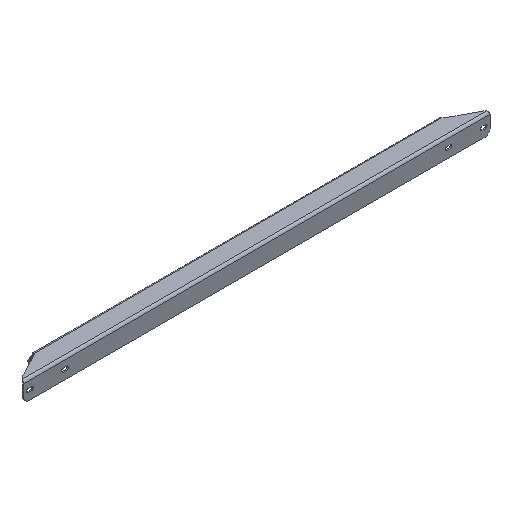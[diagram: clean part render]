
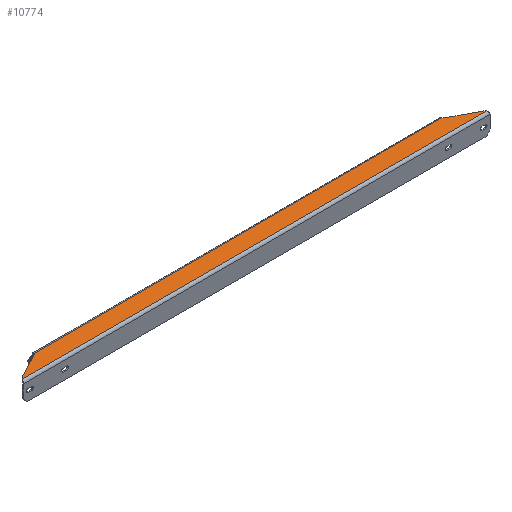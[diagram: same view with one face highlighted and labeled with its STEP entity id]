
A CAD part, isometric view. The second image highlights one B-rep face of the part: STEP entity #10774.
In plain terms, the highlighted planar face has unit normal (0, 0, 1).
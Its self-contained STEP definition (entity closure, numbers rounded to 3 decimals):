
#62 = CARTESIAN_POINT ( 'NONE',  ( -332.51, 28.536, 16. ) ) ;
#88 = DIRECTION ( 'NONE',  ( -1., 0., 0. ) ) ;
#248 = DIRECTION ( 'NONE',  ( 0., 0., 1. ) ) ;
#327 = VERTEX_POINT ( 'NONE', #62 ) ;
#645 = LINE ( 'NONE', #12467, #10436 ) ;
#660 = DIRECTION ( 'NONE',  ( -1., 0., 0. ) ) ;
#759 = ORIENTED_EDGE ( 'NONE', *, *, #12081, .T. ) ;
#762 = ORIENTED_EDGE ( 'NONE', *, *, #2810, .T. ) ;
#1179 = LINE ( 'NONE', #9776, #2109 ) ;
#1525 = EDGE_CURVE ( 'NONE', #327, #12403, #4777, .T. ) ;
#1620 = FACE_OUTER_BOUND ( 'NONE', #12475, .T. ) ;
#1771 = VERTEX_POINT ( 'NONE', #7646 ) ;
#2109 = VECTOR ( 'NONE', #2679, 1000. ) ;
#2325 = VERTEX_POINT ( 'NONE', #6119 ) ;
#2596 = ORIENTED_EDGE ( 'NONE', *, *, #7929, .T. ) ;
#2679 = DIRECTION ( 'NONE',  ( -1., 0., 0. ) ) ;
#2810 = EDGE_CURVE ( 'NONE', #2325, #1771, #12600, .T. ) ;
#3023 = CARTESIAN_POINT ( 'NONE',  ( 340.5, 34.55, 16. ) ) ;
#3267 = CARTESIAN_POINT ( 'NONE',  ( 0., 0., 16. ) ) ;
#3432 = VECTOR ( 'NONE', #11570, 1000. ) ;
#3620 = LINE ( 'NONE', #9610, #4130 ) ;
#3692 = AXIS2_PLACEMENT_3D ( 'NONE', #3023, #6739, #660 ) ;
#4130 = VECTOR ( 'NONE', #10783, 1000. ) ;
#4467 = DIRECTION ( 'NONE',  ( 0., 0., -1. ) ) ;
#4621 = CARTESIAN_POINT ( 'NONE',  ( 378.49, 2., 16. ) ) ;
#4777 = CIRCLE ( 'NONE', #9556, 10. ) ;
#6119 = CARTESIAN_POINT ( 'NONE',  ( -375.188, 4.819, 16. ) ) ;
#6682 = CARTESIAN_POINT ( 'NONE',  ( 370.5, -4.014, 16. ) ) ;
#6739 = DIRECTION ( 'NONE',  ( 0., 0., -1. ) ) ;
#6744 = DIRECTION ( 'NONE',  ( -1., 0., 0. ) ) ;
#6791 = VERTEX_POINT ( 'NONE', #11662 ) ;
#6958 = CIRCLE ( 'NONE', #14508, 10. ) ;
#7277 = CARTESIAN_POINT ( 'NONE',  ( -370.5, -4.014, 16. ) ) ;
#7597 = DIRECTION ( 'NONE',  ( -0.883, 0.469, 0. ) ) ;
#7646 = CARTESIAN_POINT ( 'NONE',  ( -378.49, 2., 16. ) ) ;
#7860 = CARTESIAN_POINT ( 'NONE',  ( -335.812, 25.717, 16. ) ) ;
#7929 = EDGE_CURVE ( 'NONE', #9240, #15169, #13249, .T. ) ;
#9123 = ORIENTED_EDGE ( 'NONE', *, *, #1525, .T. ) ;
#9240 = VERTEX_POINT ( 'NONE', #10917 ) ;
#9244 = ORIENTED_EDGE ( 'NONE', *, *, #12388, .T. ) ;
#9309 = DIRECTION ( 'NONE',  ( -1., 0., 0. ) ) ;
#9556 = AXIS2_PLACEMENT_3D ( 'NONE', #10489, #15541, #9309 ) ;
#9610 = CARTESIAN_POINT ( 'NONE',  ( 380.5, 28.536, 16. ) ) ;
#9776 = CARTESIAN_POINT ( 'NONE',  ( -380.5, 2., 16. ) ) ;
#9961 = AXIS2_PLACEMENT_3D ( 'NONE', #3267, #4467, #6744 ) ;
#10039 = EDGE_CURVE ( 'NONE', #14192, #1771, #1179, .T. ) ;
#10060 = EDGE_CURVE ( 'NONE', #15169, #327, #3620, .T. ) ;
#10275 = PLANE ( 'NONE',  #9961 ) ;
#10436 = VECTOR ( 'NONE', #7597, 1000. ) ;
#10474 = CARTESIAN_POINT ( 'NONE',  ( -84.448, 159.12, 16. ) ) ;
#10489 = CARTESIAN_POINT ( 'NONE',  ( -340.5, 34.55, 16. ) ) ;
#10774 = ADVANCED_FACE ( 'NONE', ( #1620 ), #10275, .F. ) ;
#10783 = DIRECTION ( 'NONE',  ( -1., 0., 0. ) ) ;
#10917 = CARTESIAN_POINT ( 'NONE',  ( 335.812, 25.717, 16. ) ) ;
#11506 = EDGE_CURVE ( 'NONE', #6791, #9240, #645, .T. ) ;
#11570 = DIRECTION ( 'NONE',  ( -0.883, -0.469, 0. ) ) ;
#11662 = CARTESIAN_POINT ( 'NONE',  ( 375.188, 4.819, 16. ) ) ;
#12081 = EDGE_CURVE ( 'NONE', #12403, #2325, #14171, .T. ) ;
#12241 = ORIENTED_EDGE ( 'NONE', *, *, #11506, .T. ) ;
#12388 = EDGE_CURVE ( 'NONE', #14192, #6791, #6958, .T. ) ;
#12403 = VERTEX_POINT ( 'NONE', #7860 ) ;
#12467 = CARTESIAN_POINT ( 'NONE',  ( 84.448, 159.12, 16. ) ) ;
#12475 = EDGE_LOOP ( 'NONE', ( #13571, #9244, #12241, #2596, #14912, #9123, #759, #762 ) ) ;
#12576 = DIRECTION ( 'NONE',  ( -1., 0., 0. ) ) ;
#12600 = CIRCLE ( 'NONE', #12611, 10. ) ;
#12611 = AXIS2_PLACEMENT_3D ( 'NONE', #7277, #248, #88 ) ;
#12760 = CARTESIAN_POINT ( 'NONE',  ( 332.51, 28.536, 16. ) ) ;
#13249 = CIRCLE ( 'NONE', #3692, 10. ) ;
#13571 = ORIENTED_EDGE ( 'NONE', *, *, #10039, .F. ) ;
#13999 = DIRECTION ( 'NONE',  ( 0., 0., 1. ) ) ;
#14171 = LINE ( 'NONE', #10474, #3432 ) ;
#14192 = VERTEX_POINT ( 'NONE', #4621 ) ;
#14508 = AXIS2_PLACEMENT_3D ( 'NONE', #6682, #13999, #12576 ) ;
#14912 = ORIENTED_EDGE ( 'NONE', *, *, #10060, .T. ) ;
#15169 = VERTEX_POINT ( 'NONE', #12760 ) ;
#15541 = DIRECTION ( 'NONE',  ( 0., 0., -1. ) ) ;
